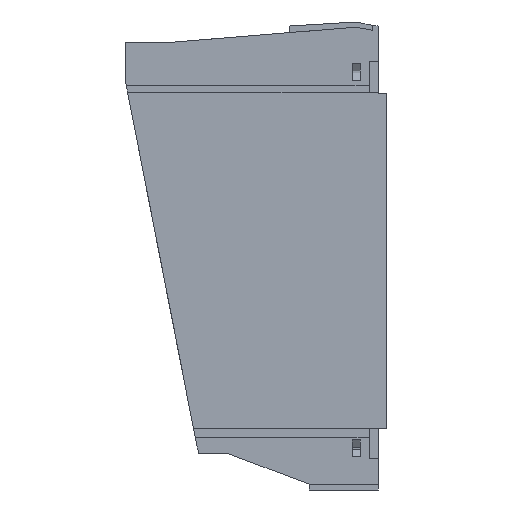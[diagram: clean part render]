
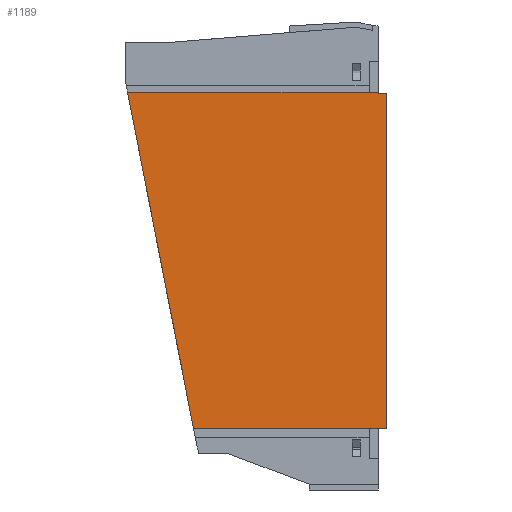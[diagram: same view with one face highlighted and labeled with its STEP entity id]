
A CAD part, left-side view. The second image highlights one B-rep face of the part: STEP entity #1189.
In plain terms, the highlighted planar face has unit normal (-1, 0, 0).
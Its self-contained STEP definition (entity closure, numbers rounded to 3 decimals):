
#10 = EDGE_CURVE ( 'NONE', #2764, #3046, #3627, .T. ) ;
#174 = CARTESIAN_POINT ( 'NONE',  ( -4.01, 110.711, 34.108 ) ) ;
#470 = CARTESIAN_POINT ( 'NONE',  ( -4.01, -34.518, 34.108 ) ) ;
#594 = DIRECTION ( 'NONE',  ( 0., 1., 0. ) ) ;
#635 = CARTESIAN_POINT ( 'NONE',  ( -4.01, 106.72, 13.75 ) ) ;
#675 = LINE ( 'NONE', #2198, #3575 ) ;
#833 = CARTESIAN_POINT ( 'NONE',  ( -4.01, -39.518, -160.559 ) ) ;
#899 = CARTESIAN_POINT ( 'NONE',  ( -4.01, -34.518, 41.441 ) ) ;
#934 = CARTESIAN_POINT ( 'NONE',  ( -4.01, 72.544, -160.559 ) ) ;
#955 = LINE ( 'NONE', #1526, #964 ) ;
#960 = EDGE_CURVE ( 'NONE', #3046, #1614, #675, .T. ) ;
#964 = VECTOR ( 'NONE', #2726, 1000. ) ;
#1104 = ORIENTED_EDGE ( 'NONE', *, *, #1311, .F. ) ;
#1189 = ADVANCED_FACE ( 'NONE', ( #2360 ), #3871, .F. ) ;
#1301 = VECTOR ( 'NONE', #594, 1000. ) ;
#1311 = EDGE_CURVE ( 'NONE', #2764, #3127, #955, .T. ) ;
#1417 = DIRECTION ( 'NONE',  ( 0., -1., 0. ) ) ;
#1450 = DIRECTION ( 'NONE',  ( 0., 1., 0. ) ) ;
#1526 = CARTESIAN_POINT ( 'NONE',  ( -4.01, -39.518, 33.608 ) ) ;
#1588 = DIRECTION ( 'NONE',  ( 0., 0., 1. ) ) ;
#1614 = VERTEX_POINT ( 'NONE', #3264 ) ;
#1719 = AXIS2_PLACEMENT_3D ( 'NONE', #899, #3810, #2947 ) ;
#1808 = VERTEX_POINT ( 'NONE', #174 ) ;
#1892 = EDGE_CURVE ( 'NONE', #1808, #1614, #3173, .T. ) ;
#1949 = CARTESIAN_POINT ( 'NONE',  ( -4.01, -34.518, 33.608 ) ) ;
#2157 = DIRECTION ( 'NONE',  ( 0., 0.192, 0.981 ) ) ;
#2198 = CARTESIAN_POINT ( 'NONE',  ( -4.01, -34.518, 41.441 ) ) ;
#2267 = VECTOR ( 'NONE', #1450, 1000. ) ;
#2360 = FACE_OUTER_BOUND ( 'NONE', #3154, .T. ) ;
#2401 = EDGE_CURVE ( 'NONE', #3127, #3644, #2971, .T. ) ;
#2439 = EDGE_CURVE ( 'NONE', #3644, #1808, #3343, .T. ) ;
#2685 = CARTESIAN_POINT ( 'NONE',  ( -4.01, -39.518, 33.608 ) ) ;
#2726 = DIRECTION ( 'NONE',  ( 0., 0., -1. ) ) ;
#2764 = VERTEX_POINT ( 'NONE', #3538 ) ;
#2918 = ORIENTED_EDGE ( 'NONE', *, *, #2439, .F. ) ;
#2931 = ORIENTED_EDGE ( 'NONE', *, *, #2401, .F. ) ;
#2947 = DIRECTION ( 'NONE',  ( 0., 1., 0. ) ) ;
#2971 = LINE ( 'NONE', #3560, #2267 ) ;
#3021 = VECTOR ( 'NONE', #1417, 1000. ) ;
#3032 = ORIENTED_EDGE ( 'NONE', *, *, #1892, .F. ) ;
#3046 = VERTEX_POINT ( 'NONE', #1949 ) ;
#3080 = VECTOR ( 'NONE', #2157, 1000. ) ;
#3127 = VERTEX_POINT ( 'NONE', #833 ) ;
#3154 = EDGE_LOOP ( 'NONE', ( #2918, #2931, #1104, #3866, #3255, #3032 ) ) ;
#3173 = LINE ( 'NONE', #470, #3021 ) ;
#3255 = ORIENTED_EDGE ( 'NONE', *, *, #960, .T. ) ;
#3264 = CARTESIAN_POINT ( 'NONE',  ( -4.01, -34.518, 34.108 ) ) ;
#3343 = LINE ( 'NONE', #635, #3080 ) ;
#3538 = CARTESIAN_POINT ( 'NONE',  ( -4.01, -39.518, 33.608 ) ) ;
#3560 = CARTESIAN_POINT ( 'NONE',  ( -4.01, -39.518, -160.559 ) ) ;
#3575 = VECTOR ( 'NONE', #1588, 1000. ) ;
#3627 = LINE ( 'NONE', #2685, #1301 ) ;
#3644 = VERTEX_POINT ( 'NONE', #934 ) ;
#3810 = DIRECTION ( 'NONE',  ( 1., 0., 0. ) ) ;
#3866 = ORIENTED_EDGE ( 'NONE', *, *, #10, .T. ) ;
#3871 = PLANE ( 'NONE',  #1719 ) ;
